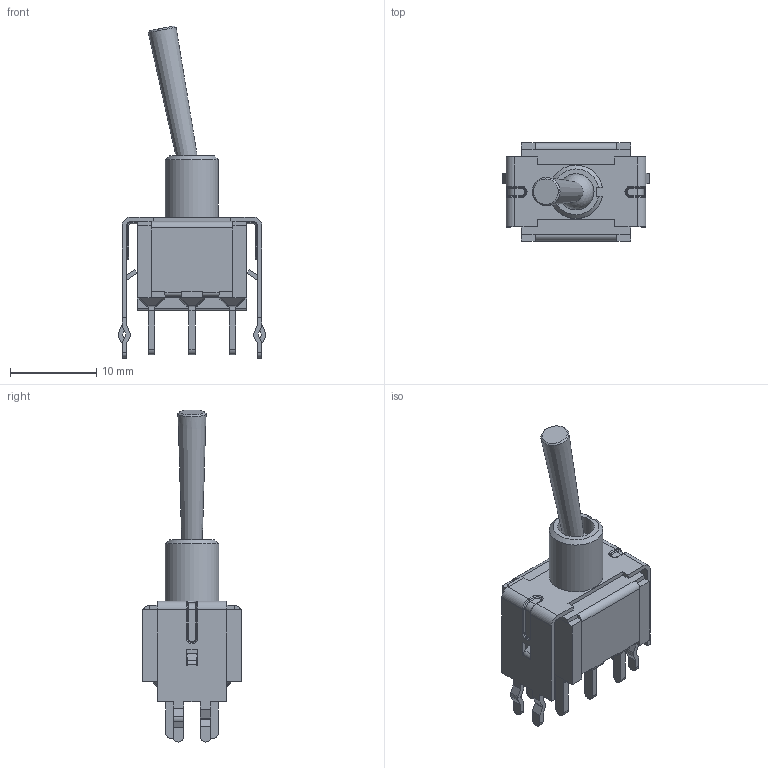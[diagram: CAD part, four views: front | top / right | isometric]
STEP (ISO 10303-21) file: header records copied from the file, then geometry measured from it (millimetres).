
FILE_DESCRIPTION(/* description */ (''),/* implementation_level */ '2;1');
FILE_NAME(/* name */ '100DPxT3B4VS21xE.stp',/* time_stamp */ '2026-01-16T18:18:27-06:00',/* author */ ('jmeyers'),/* organization */ (''),/* preprocessor_version */ 'ST-DEVELOPER v18.1',/* originating_system */ 'Autodesk Inventor 2022',/* authorisation */ '');
FILE_SCHEMA (('AUTOMOTIVE_DESIGN { 1 0 10303 214 3 1 1 }'));
Length unit declared in the file: inch
Products named in the file (1): Part148
Bounding box: 17.14 x 11.43 x 38.58 mm (x, y, z)
Volume: 1136.8 mm3; surface area: 2528.4 mm2
Topology: 2 solids, 3 shells, 560 faces, 1462 edges, 899 vertices
Faces by surface type: plane 357, cylinder 138, torus 36, sphere 26, cone 3
Full cylindrical faces by diameter (mm): 4.2 x2
Entity records: 16830 total; most frequent: CARTESIAN_POINT 2973, DIRECTION 2892, ORIENTED_EDGE 2874, EDGE_CURVE 1437, LINE 1084, VECTOR 1084, AXIS2_PLACEMENT_3D 904, VERTEX_POINT 899
